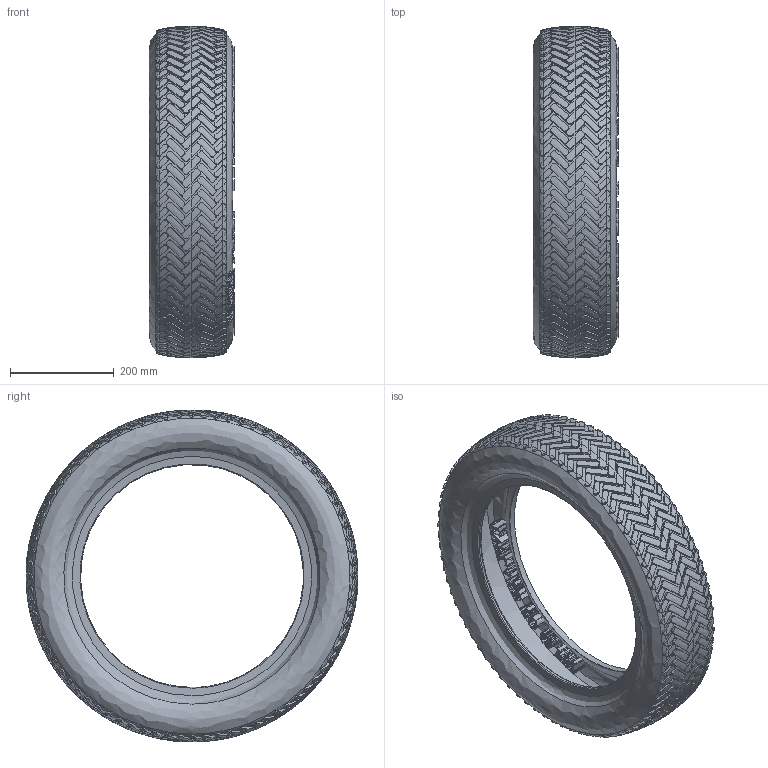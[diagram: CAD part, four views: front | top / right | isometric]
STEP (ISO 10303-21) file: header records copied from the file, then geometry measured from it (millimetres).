
FILE_DESCRIPTION(('FreeCAD Model'),'2;1');
FILE_NAME('Open CASCADE Shape Model','2025-05-04T20:04:38',('FreeCAD'),( 'FreeCAD'),'Open CASCADE STEP processor 7.6','FreeCAD','Unknown');
FILE_SCHEMA(('AUTOMOTIVE_DESIGN { 1 0 10303 214 1 1 1 1 }'));
Products named in the file (1): Open CASCADE STEP translator 7.6 1
Bounding box: 164.63 x 640.87 x 640.87 mm (x, y, z)
Volume: 4785941.7 mm3; surface area: 1527501.9 mm2
Topology: 1 solids, 1 shells, 6564 faces, 18881 edges, 12581 vertices
Faces by surface type: bspline 6564
Entity records: 324084 total; most frequent: CARTESIAN_POINT 212196, ORIENTED_EDGE 37762, EDGE_CURVE 18881, B_SPLINE_CURVE_WITH_KNOTS 18267, VERTEX_POINT 12581, FACE_BOUND 6828, EDGE_LOOP 6828, ADVANCED_FACE 6564
